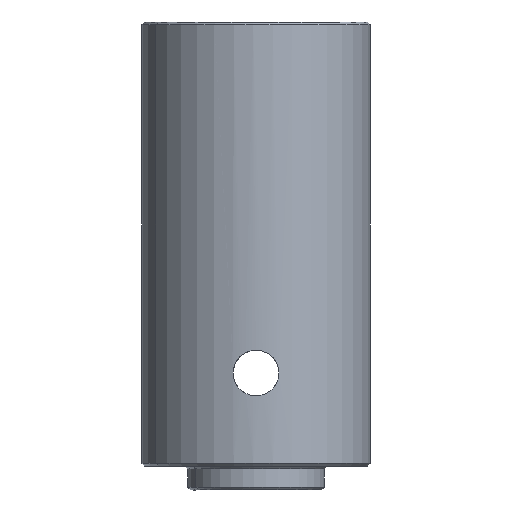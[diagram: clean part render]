
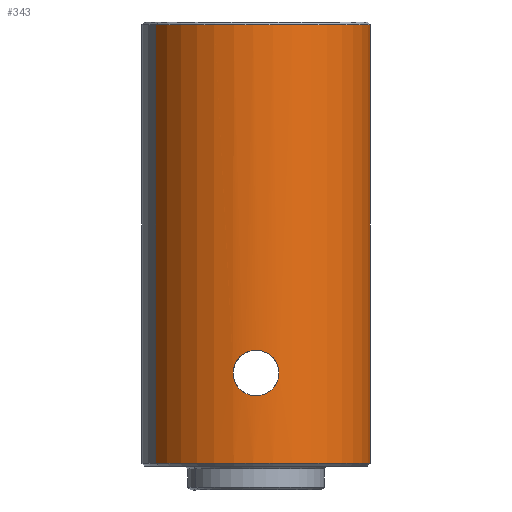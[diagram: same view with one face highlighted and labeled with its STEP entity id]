
A CAD part, left-side view. The second image highlights one B-rep face of the part: STEP entity #343.
In plain terms, the highlighted cylindrical face has radius 20 mm (diameter 40 mm), a partial arc.
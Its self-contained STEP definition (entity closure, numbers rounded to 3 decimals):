
#187=AXIS2_PLACEMENT_3D('Cylinder Axis2P3D',#184,#185,#186) ;
#293=AXIS2_PLACEMENT_3D('Circle Axis2P3D',#291,#292,$) ;
#298=AXIS2_PLACEMENT_3D('Circle Axis2P3D',#296,#297,$) ;
#184=CARTESIAN_POINT('Axis2P3D Location',(0.,0.,36.8)) ;
#189=CARTESIAN_POINT('Line Origine',(-9.589,17.552,38.9)) ;
#193=CARTESIAN_POINT('Vertex',(-9.589,17.552,0.5)) ;
#195=CARTESIAN_POINT('Vertex',(-9.589,17.552,77.3)) ;
#202=CARTESIAN_POINT('Vertex',(9.589,-17.552,77.3)) ;
#205=CARTESIAN_POINT('Line Origine',(9.589,-17.552,38.9)) ;
#209=CARTESIAN_POINT('Vertex',(9.589,-17.552,0.5)) ;
#291=CARTESIAN_POINT('Axis2P3D Location',(0.,0.,77.3)) ;
#296=CARTESIAN_POINT('Axis2P3D Location',(0.,0.,0.5)) ;
#308=CARTESIAN_POINT('Control Point',(-19.596,-4.,16.3)) ;
#309=CARTESIAN_POINT('Control Point',(-19.596,-4.,15.187)) ;
#310=CARTESIAN_POINT('Control Point',(-19.675,-3.613,14.074)) ;
#311=CARTESIAN_POINT('Control Point',(-19.835,-2.844,13.153)) ;
#312=CARTESIAN_POINT('Control Point',(-20.026,-1.104,12.159)) ;
#313=CARTESIAN_POINT('Control Point',(-20.007,0.85,12.27)) ;
#314=CARTESIAN_POINT('Control Point',(-19.953,1.63,12.519)) ;
#315=CARTESIAN_POINT('Control Point',(-19.811,2.853,13.28)) ;
#316=CARTESIAN_POINT('Control Point',(-19.67,3.638,14.47)) ;
#317=CARTESIAN_POINT('Control Point',(-19.621,3.88,15.058)) ;
#318=CARTESIAN_POINT('Control Point',(-19.596,4.,15.679)) ;
#319=CARTESIAN_POINT('Control Point',(-19.596,4.,16.3)) ;
#320=CARTESIAN_POINT('Vertex',(-19.596,-4.,16.3)) ;
#322=CARTESIAN_POINT('Vertex',(-19.596,4.,16.3)) ;
#326=CARTESIAN_POINT('Control Point',(-19.596,4.,16.3)) ;
#327=CARTESIAN_POINT('Control Point',(-19.596,4.,17.413)) ;
#328=CARTESIAN_POINT('Control Point',(-19.675,3.613,18.526)) ;
#329=CARTESIAN_POINT('Control Point',(-19.835,2.844,19.447)) ;
#330=CARTESIAN_POINT('Control Point',(-20.026,1.104,20.441)) ;
#331=CARTESIAN_POINT('Control Point',(-20.007,-0.85,20.33)) ;
#332=CARTESIAN_POINT('Control Point',(-19.953,-1.63,20.081)) ;
#333=CARTESIAN_POINT('Control Point',(-19.811,-2.853,19.32)) ;
#334=CARTESIAN_POINT('Control Point',(-19.67,-3.638,18.13)) ;
#335=CARTESIAN_POINT('Control Point',(-19.621,-3.88,17.542)) ;
#336=CARTESIAN_POINT('Control Point',(-19.596,-4.,16.921)) ;
#337=CARTESIAN_POINT('Control Point',(-19.596,-4.,16.3)) ;
#185=DIRECTION('Axis2P3D Direction',(0.,0.,1.)) ;
#186=DIRECTION('Axis2P3D XDirection',(-0.479,0.878,0.)) ;
#190=DIRECTION('Vector Direction',(0.,0.,1.)) ;
#206=DIRECTION('Vector Direction',(0.,0.,1.)) ;
#292=DIRECTION('Axis2P3D Direction',(0.,0.,1.)) ;
#297=DIRECTION('Axis2P3D Direction',(0.,0.,1.)) ;
#191=VECTOR('Line Direction',#190,1.) ;
#207=VECTOR('Line Direction',#206,1.) ;
#302=ORIENTED_EDGE('',*,*,#211,.T.) ;
#303=ORIENTED_EDGE('',*,*,#295,.F.) ;
#304=ORIENTED_EDGE('',*,*,#197,.F.) ;
#305=ORIENTED_EDGE('',*,*,#300,.T.) ;
#340=ORIENTED_EDGE('',*,*,#324,.T.) ;
#341=ORIENTED_EDGE('',*,*,#338,.T.) ;
#342=FACE_BOUND('',#339,.T.) ;
#343=ADVANCED_FACE('Corps principal',(#306,#342),#188,.T.) ;
#307=B_SPLINE_CURVE_WITH_KNOTS('',5,(#308,#309,#310,#311,#312,#313,#314,#315,#316,#317,#318,#319),.UNSPECIFIED.,.F.,.U.,(6,3,3,6),(0.,7.868,13.425,17.816),.UNSPECIFIED.) ;
#325=B_SPLINE_CURVE_WITH_KNOTS('',5,(#326,#327,#328,#329,#330,#331,#332,#333,#334,#335,#336,#337),.UNSPECIFIED.,.F.,.U.,(6,3,3,6),(0.,7.868,13.425,17.816),.UNSPECIFIED.) ;
#294=CIRCLE('generated circle',#293,20.) ;
#299=CIRCLE('generated circle',#298,20.) ;
#188=CYLINDRICAL_SURFACE('generated cylinder',#187,20.) ;
#197=EDGE_CURVE('',#194,#196,#192,.T.) ;
#211=EDGE_CURVE('',#210,#203,#208,.T.) ;
#295=EDGE_CURVE('',#196,#203,#294,.T.) ;
#300=EDGE_CURVE('',#194,#210,#299,.T.) ;
#324=EDGE_CURVE('',#321,#323,#307,.T.) ;
#338=EDGE_CURVE('',#323,#321,#325,.T.) ;
#301=EDGE_LOOP('',(#302,#303,#304,#305)) ;
#339=EDGE_LOOP('',(#340,#341)) ;
#306=FACE_OUTER_BOUND('',#301,.T.) ;
#192=LINE('Line',#189,#191) ;
#208=LINE('Line',#205,#207) ;
#194=VERTEX_POINT('',#193) ;
#196=VERTEX_POINT('',#195) ;
#203=VERTEX_POINT('',#202) ;
#210=VERTEX_POINT('',#209) ;
#321=VERTEX_POINT('',#320) ;
#323=VERTEX_POINT('',#322) ;
